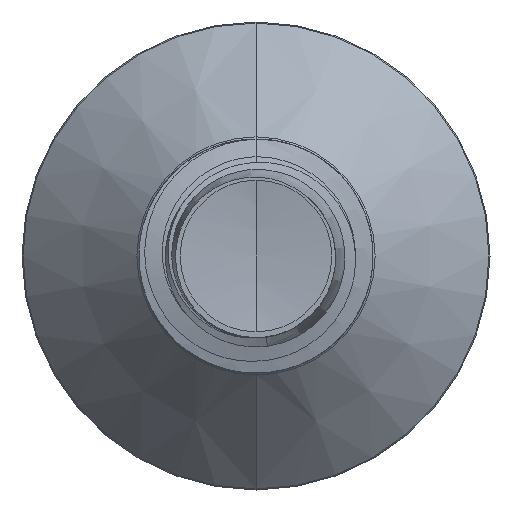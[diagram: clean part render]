
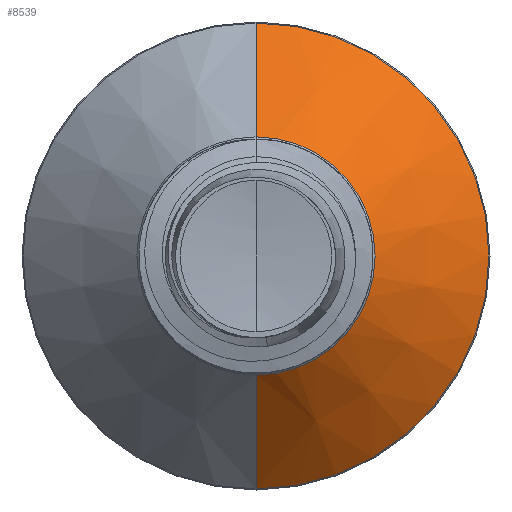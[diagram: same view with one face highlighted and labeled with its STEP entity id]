
A CAD part, front view. The second image highlights one B-rep face of the part: STEP entity #8539.
In plain terms, the highlighted conical face has half-angle 45 degrees and reference radius 1.782 mm.
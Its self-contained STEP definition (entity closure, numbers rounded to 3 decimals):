
#665 = DIRECTION ( 'NONE',  ( 0., 0.707, -0.707 ) ) ;
#1438 = EDGE_CURVE ( 'NONE', #25812, #26590, #9717, .T. ) ;
#2417 = VECTOR ( 'NONE', #17478, 1000. ) ;
#4589 = CARTESIAN_POINT ( 'NONE',  ( 0., 20.132, -1.782 ) ) ;
#6031 = EDGE_LOOP ( 'NONE', ( #33028, #8365, #31441, #33923 ) ) ;
#6476 = EDGE_CURVE ( 'NONE', #26590, #29508, #31705, .T. ) ;
#6838 = CARTESIAN_POINT ( 'NONE',  ( 0., 20.132, -1.782 ) ) ;
#7259 = CARTESIAN_POINT ( 'NONE',  ( 0., 20.132, 1.782 ) ) ;
#8361 = DIRECTION ( 'NONE',  ( 0., 1., 0. ) ) ;
#8365 = ORIENTED_EDGE ( 'NONE', *, *, #6476, .T. ) ;
#8482 = CARTESIAN_POINT ( 'NONE',  ( 0., 20.132, 1.782 ) ) ;
#8539 = ADVANCED_FACE ( 'NONE', ( #18740 ), #25474, .T. ) ;
#9192 = EDGE_CURVE ( 'NONE', #25812, #28370, #31239, .T. ) ;
#9681 = VECTOR ( 'NONE', #665, 1000. ) ;
#9717 = CIRCLE ( 'NONE', #18682, 1.782 ) ;
#16073 = AXIS2_PLACEMENT_3D ( 'NONE', #25654, #8361, #28507 ) ;
#16598 = DIRECTION ( 'NONE',  ( 0., 1., 0. ) ) ;
#17234 = CARTESIAN_POINT ( 'NONE',  ( 0., 21.835, -3.485 ) ) ;
#17478 = DIRECTION ( 'NONE',  ( 0., 0.707, 0.707 ) ) ;
#18190 = EDGE_CURVE ( 'NONE', #28370, #29508, #33836, .T. ) ;
#18682 = AXIS2_PLACEMENT_3D ( 'NONE', #36478, #26736, #28343 ) ;
#18740 = FACE_OUTER_BOUND ( 'NONE', #6031, .T. ) ;
#19493 = CARTESIAN_POINT ( 'NONE',  ( 0., 20.132, 0. ) ) ;
#22393 = DIRECTION ( 'NONE',  ( 0., 0., 1. ) ) ;
#25474 = CONICAL_SURFACE ( 'NONE', #27347, 1.782, 0.785 ) ;
#25654 = CARTESIAN_POINT ( 'NONE',  ( 0., 21.835, 0. ) ) ;
#25812 = VERTEX_POINT ( 'NONE', #7259 ) ;
#26590 = VERTEX_POINT ( 'NONE', #6838 ) ;
#26736 = DIRECTION ( 'NONE',  ( 0., 1., 0. ) ) ;
#27347 = AXIS2_PLACEMENT_3D ( 'NONE', #19493, #16598, #22393 ) ;
#28343 = DIRECTION ( 'NONE',  ( 0., 0., 1. ) ) ;
#28370 = VERTEX_POINT ( 'NONE', #30812 ) ;
#28507 = DIRECTION ( 'NONE',  ( 0., 0., 1. ) ) ;
#29508 = VERTEX_POINT ( 'NONE', #17234 ) ;
#30812 = CARTESIAN_POINT ( 'NONE',  ( 0., 21.835, 3.485 ) ) ;
#31239 = LINE ( 'NONE', #8482, #2417 ) ;
#31441 = ORIENTED_EDGE ( 'NONE', *, *, #18190, .F. ) ;
#31705 = LINE ( 'NONE', #4589, #9681 ) ;
#33028 = ORIENTED_EDGE ( 'NONE', *, *, #1438, .T. ) ;
#33836 = CIRCLE ( 'NONE', #16073, 3.485 ) ;
#33923 = ORIENTED_EDGE ( 'NONE', *, *, #9192, .F. ) ;
#36478 = CARTESIAN_POINT ( 'NONE',  ( 0., 20.132, 0. ) ) ;
